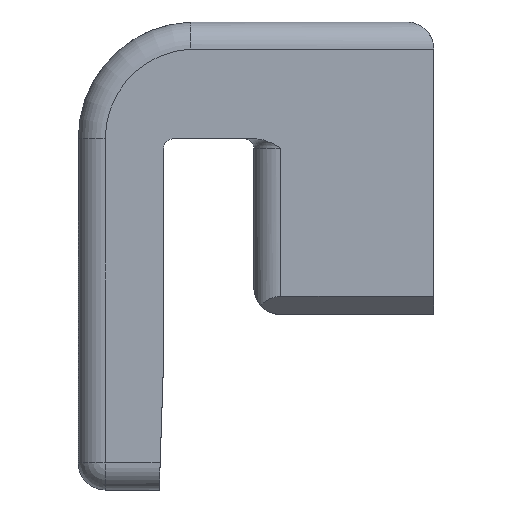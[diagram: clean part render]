
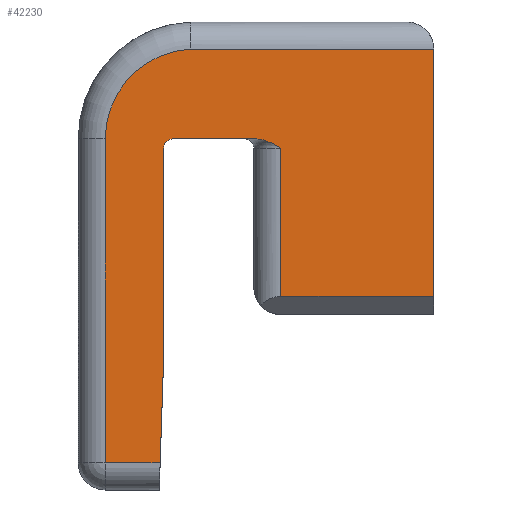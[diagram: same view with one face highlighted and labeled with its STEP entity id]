
A CAD part, left-side view. The second image highlights one B-rep face of the part: STEP entity #42230.
In plain terms, the highlighted planar face has unit normal (-1, 0, 0).
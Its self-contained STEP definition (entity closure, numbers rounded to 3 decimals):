
#11560=CARTESIAN_POINT('',(-4.75,1.065,0.3));
#11570=VERTEX_POINT('',#11560);
#11600=CARTESIAN_POINT('',(-4.75,1.065,0.3));
#11610=DIRECTION('',(0.,-0.033,0.999));
#11620=VECTOR('',#11610,1.);
#11630=LINE('',#11600,#11620);
#11640=CARTESIAN_POINT('',(-4.75,1.025,
1.5));
#11650=VERTEX_POINT('',#11640);
#11660=EDGE_CURVE('',#11570,#11650,#11630,.T.);
#17590=CARTESIAN_POINT('',(-4.75,0.925,3.9));
#17600=VERTEX_POINT('',#17590);
#17630=CARTESIAN_POINT('',(-4.75,0.925,3.9));
#17640=DIRECTION('',(0.,-1.,0.));
#17650=VECTOR('',#17640,1.);
#17660=LINE('',#17630,#17650);
#17670=CARTESIAN_POINT('',(-4.75,-0.01,3.9));
#17680=VERTEX_POINT('',#17670);
#17690=EDGE_CURVE('',#17600,#17680,#17660,.T.);
#40520=CARTESIAN_POINT('',(-4.75,0.725,
4.899));
#40530=DIRECTION('',(0.,-1.,
0.));
#40540=VECTOR('',#40530,1.);
#40550=LINE('',#40520,#40540);
#40560=CARTESIAN_POINT('',(-4.75,0.725,
4.899));
#40570=VERTEX_POINT('',#40560);
#40580=CARTESIAN_POINT('',(-4.75,-1.975,
4.899));
#40590=VERTEX_POINT('',#40580);
#40600=EDGE_CURVE('',#40570,#40590,#40550,.T.);
#41410=CARTESIAN_POINT('',(-4.75,1.325,3.9));
#41420=DIRECTION('',(1.,0.,0.));
#41430=DIRECTION('',(0.,-1.,0.));
#41440=AXIS2_PLACEMENT_3D('',#41410,#41420,#41430);
#41450=PLANE('',#41440);
#41460=CARTESIAN_POINT('',(-4.75,0.675,3.9));
#41470=DIRECTION('',(-1.,0.,0.));
#41480=DIRECTION('',(-0.,0.05,0.999));
#41490=AXIS2_PLACEMENT_3D('',#41460,#41470,#41480);
#41500=CIRCLE('',#41490,1.);
#41510=CARTESIAN_POINT('',(-4.75,1.675,3.9));
#41520=VERTEX_POINT('',#41510);
#41530=EDGE_CURVE('',#40570,#41520,#41500,.T.);
#41540=ORIENTED_EDGE('',*,*,#41530,.T.);
#41550=ORIENTED_EDGE('',*,*,#40600,.F.);
#41560=CARTESIAN_POINT('',(-4.75,-1.975,4.9));
#41570=DIRECTION('',(0.,0.,-1.));
#41580=VECTOR('',#41570,1.);
#41590=LINE('',#41560,#41580);
#41600=CARTESIAN_POINT('',(-4.75,-1.975,2.15));
#41610=VERTEX_POINT('',#41600);
#41620=EDGE_CURVE('',#40590,#41610,#41590,.T.);
#41630=ORIENTED_EDGE('',*,*,#41620,.F.);
#41640=CARTESIAN_POINT('',(-4.75,-0.275,2.15));
#41650=DIRECTION('',(0.,-1.,0.));
#41660=VECTOR('',#41650,1.);
#41670=LINE('',#41640,#41660);
#41680=CARTESIAN_POINT('',(-4.75,-0.275,2.15));
#41690=VERTEX_POINT('',#41680);
#41700=EDGE_CURVE('',#41690,#41610,#41670,.T.);
#41710=ORIENTED_EDGE('',*,*,#41700,.T.);
#41720=CARTESIAN_POINT('',(-4.75,-0.275,2.15));
#41730=DIRECTION('',(0.,-0.,1.));
#41740=VECTOR('',#41730,1.);
#41750=LINE('',#41720,#41740);
#41760=CARTESIAN_POINT('',(-4.75,-0.275,3.8));
#41770=VERTEX_POINT('',#41760);
#41780=EDGE_CURVE('',#41690,#41770,#41750,.T.);
#41790=ORIENTED_EDGE('',*,*,#41780,.F.);
#41800=CARTESIAN_POINT('',(-4.75,-0.01,3.9));
#41810=CARTESIAN_POINT('',(-4.75,-0.031,3.9));
#41820=CARTESIAN_POINT('',(-4.75,-0.073,
3.895));
#41830=CARTESIAN_POINT('',(-4.75,-0.138,
3.873));
#41840=CARTESIAN_POINT('',(-4.75,-0.205,
3.84));
#41850=CARTESIAN_POINT('',(-4.75,-0.251,
3.814));
#41860=CARTESIAN_POINT('',(-4.75,-0.275,3.8));
#41870=B_SPLINE_CURVE_WITH_KNOTS('',3,(#41800,#41810,#41820,#41830,
#41840,#41850,#41860),.UNSPECIFIED.,.F.,.F.,(4,1,1,1,4),(0.,0.25,0.5,
0.75,1.),.UNSPECIFIED.);
#41880=EDGE_CURVE('',#17680,#41770,#41870,.T.);
#41890=ORIENTED_EDGE('',*,*,#41880,.T.);
#41900=ORIENTED_EDGE('',*,*,#17690,.T.);
#41910=CARTESIAN_POINT('',(-4.75,0.925,3.8));
#41920=DIRECTION('',(1.,0.,0.));
#41930=DIRECTION('',(0.,1.,-0.));
#41940=AXIS2_PLACEMENT_3D('',#41910,#41920,#41930);
#41950=CIRCLE('',#41940,0.1);
#41960=CARTESIAN_POINT('',(-4.75,1.025,3.8));
#41970=VERTEX_POINT('',#41960);
#41980=EDGE_CURVE('',#41970,#17600,#41950,.T.);
#41990=ORIENTED_EDGE('',*,*,#41980,.T.);
#42000=CARTESIAN_POINT('',(-4.75,1.025,3.8));
#42010=DIRECTION('',(0.,0.,-1.));
#42020=VECTOR('',#42010,1.);
#42030=LINE('',#42000,#42020);
#42040=EDGE_CURVE('',#41970,#11650,#42030,.T.);
#42050=ORIENTED_EDGE('',*,*,#42040,.F.);
#42060=ORIENTED_EDGE('',*,*,#11660,.T.);
#42070=CARTESIAN_POINT('',(-4.75,1.065,0.3));
#42080=DIRECTION('',(0.,1.,-0.));
#42090=VECTOR('',#42080,1.);
#42100=LINE('',#42070,#42090);
#42110=CARTESIAN_POINT('',(-4.75,1.675,0.3));
#42120=VERTEX_POINT('',#42110);
#42130=EDGE_CURVE('',#11570,#42120,#42100,.T.);
#42140=ORIENTED_EDGE('',*,*,#42130,.F.);
#42150=CARTESIAN_POINT('',(-4.75,1.675,0.3));
#42160=DIRECTION('',(0.,-0.,1.));
#42170=VECTOR('',#42160,1.);
#42180=LINE('',#42150,#42170);
#42190=EDGE_CURVE('',#42120,#41520,#42180,.T.);
#42200=ORIENTED_EDGE('',*,*,#42190,.F.);
#42210=EDGE_LOOP('',(#42200,#42140,#42060,#42050,#41990,#41900,#41890,
#41790,#41710,#41630,#41550,#41540));
#42220=FACE_OUTER_BOUND('',#42210,.T.);
#42230=ADVANCED_FACE('',(#42220),#41450,.F.);
